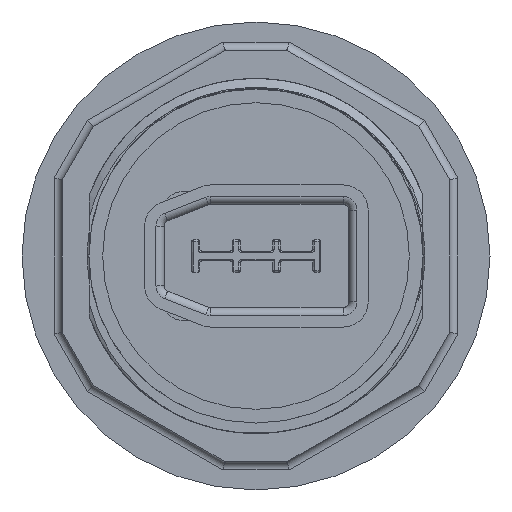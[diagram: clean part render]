
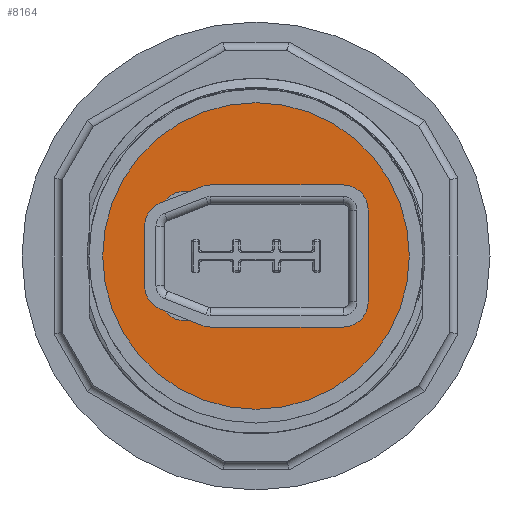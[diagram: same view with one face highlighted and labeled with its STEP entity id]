
A CAD part, front view. The second image highlights one B-rep face of the part: STEP entity #8164.
In plain terms, the highlighted planar face has unit normal (0, -1, 0).
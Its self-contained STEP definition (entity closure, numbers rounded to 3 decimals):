
#534=PLANE($,#8961);
#586=FACE_BOUND($,#1553,.T.);
#587=FACE_BOUND($,#1554,.T.);
#1553=EDGE_LOOP($,(#7422,#7423,#7424,#7425,#7426,#7427,#7428,#7429));
#1554=EDGE_LOOP($,(#7430));
#2143=LINE($,#20472,#2711);
#2144=LINE($,#20476,#2712);
#2145=LINE($,#20480,#2713);
#2146=LINE($,#20484,#2714);
#2711=VECTOR($,#11099,8.9);
#2712=VECTOR($,#11102,5.);
#2713=VECTOR($,#11105,8.9);
#2714=VECTOR($,#11108,5.);
#2737=CIRCLE($,#8206,9.5);
#3091=CIRCLE($,#8962,1.5);
#3092=CIRCLE($,#8963,1.5);
#3093=CIRCLE($,#8964,1.5);
#3094=CIRCLE($,#8965,1.5);
#3126=VERTEX_POINT($,#11241);
#3847=VERTEX_POINT($,#20470);
#3848=VERTEX_POINT($,#20471);
#3849=VERTEX_POINT($,#20473);
#3850=VERTEX_POINT($,#20475);
#3851=VERTEX_POINT($,#20477);
#3852=VERTEX_POINT($,#20479);
#3853=VERTEX_POINT($,#20481);
#3854=VERTEX_POINT($,#20483);
#3889=EDGE_CURVE($,#3126,#3126,#2737,.T.);
#5051=EDGE_CURVE($,#3847,#3848,#2143,.T.);
#5052=EDGE_CURVE($,#3849,#3848,#3091,.F.);
#5053=EDGE_CURVE($,#3849,#3850,#2144,.T.);
#5054=EDGE_CURVE($,#3851,#3850,#3092,.F.);
#5055=EDGE_CURVE($,#3851,#3852,#2145,.T.);
#5056=EDGE_CURVE($,#3853,#3852,#3093,.F.);
#5057=EDGE_CURVE($,#3853,#3854,#2146,.T.);
#5058=EDGE_CURVE($,#3847,#3854,#3094,.F.);
#7422=ORIENTED_EDGE($,*,*,#5051,.T.);
#7423=ORIENTED_EDGE($,*,*,#5052,.F.);
#7424=ORIENTED_EDGE($,*,*,#5053,.T.);
#7425=ORIENTED_EDGE($,*,*,#5054,.F.);
#7426=ORIENTED_EDGE($,*,*,#5055,.T.);
#7427=ORIENTED_EDGE($,*,*,#5056,.F.);
#7428=ORIENTED_EDGE($,*,*,#5057,.T.);
#7429=ORIENTED_EDGE($,*,*,#5058,.F.);
#7430=ORIENTED_EDGE($,*,*,#3889,.F.);
#8164=ADVANCED_FACE($,(#586,#587),#534,.T.);
#8206=AXIS2_PLACEMENT_3D($,#11242,#9039,#9040);
#8961=AXIS2_PLACEMENT_3D($,#20469,#11097,#11098);
#8962=AXIS2_PLACEMENT_3D($,#20474,#11100,#11101);
#8963=AXIS2_PLACEMENT_3D($,#20478,#11103,#11104);
#8964=AXIS2_PLACEMENT_3D($,#20482,#11106,#11107);
#8965=AXIS2_PLACEMENT_3D($,#20485,#11109,#11110);
#9039=DIRECTION('center_axis',(0.,1.,0.));
#9040=DIRECTION('ref_axis',(-1.,0.,0.));
#11097=DIRECTION('center_axis',(0.,-1.,0.));
#11098=DIRECTION('ref_axis',(0.,0.,-1.));
#11099=DIRECTION($,(1.,0.,0.));
#11100=DIRECTION('center_axis',(0.,1.,0.));
#11101=DIRECTION('ref_axis',(0.707,0.,0.707));
#11102=DIRECTION($,(0.,0.,-1.));
#11103=DIRECTION('center_axis',(0.,1.,0.));
#11104=DIRECTION('ref_axis',(0.707,0.,-0.707));
#11105=DIRECTION($,(-1.,0.,0.));
#11106=DIRECTION('center_axis',(0.,1.,0.));
#11107=DIRECTION('ref_axis',(-0.707,0.,-0.707));
#11108=DIRECTION($,(0.,0.,1.));
#11109=DIRECTION('center_axis',(0.,1.,0.));
#11110=DIRECTION('ref_axis',(-0.707,0.,0.707));
#11241=CARTESIAN_POINT('',(-9.5,-15.,0.));
#11242=CARTESIAN_POINT('Origin',(0.,-15.,0.));
#20469=CARTESIAN_POINT('Origin',(9.5,-15.,0.));
#20470=CARTESIAN_POINT('',(-4.45,-15.,4.));
#20471=CARTESIAN_POINT('',(4.45,-15.,4.));
#20472=CARTESIAN_POINT($,(7.725,-15.,4.));
#20473=CARTESIAN_POINT('',(5.95,-15.,2.5));
#20474=CARTESIAN_POINT('Origin',(4.45,-15.,2.5));
#20475=CARTESIAN_POINT('',(5.95,-15.,-2.5));
#20476=CARTESIAN_POINT($,(5.95,-15.,-2.));
#20477=CARTESIAN_POINT('',(4.45,-15.,-4.));
#20478=CARTESIAN_POINT('Origin',(4.45,-15.,-2.5));
#20479=CARTESIAN_POINT('',(-4.45,-15.,-4.));
#20480=CARTESIAN_POINT($,(1.775,-15.,-4.));
#20481=CARTESIAN_POINT('',(-5.95,-15.,-2.5));
#20482=CARTESIAN_POINT('Origin',(-4.45,-15.,-2.5));
#20483=CARTESIAN_POINT('',(-5.95,-15.,2.5));
#20484=CARTESIAN_POINT($,(-5.95,-15.,2.));
#20485=CARTESIAN_POINT('Origin',(-4.45,-15.,2.5));
